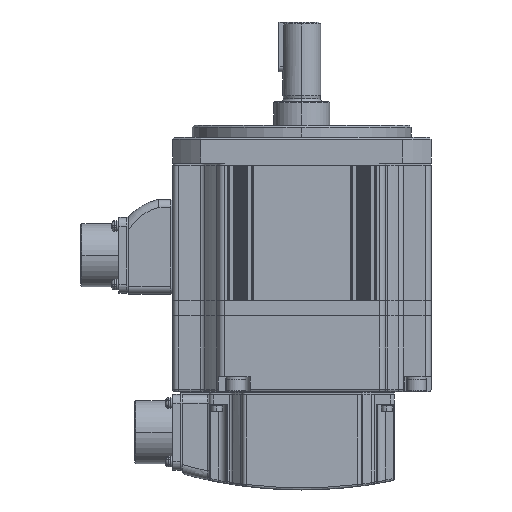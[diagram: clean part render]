
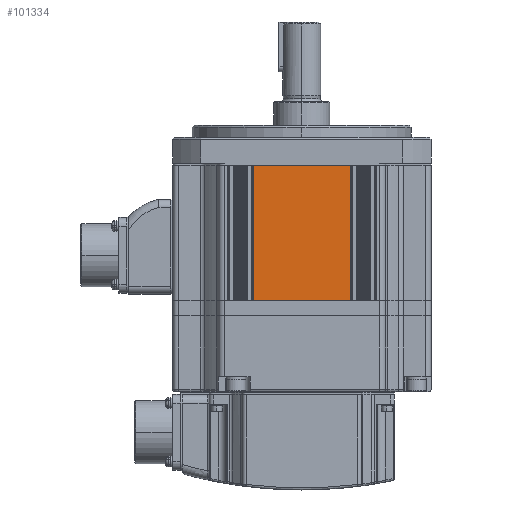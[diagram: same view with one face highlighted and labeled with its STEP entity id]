
A CAD part, left-side view. The second image highlights one B-rep face of the part: STEP entity #101334.
In plain terms, the highlighted planar face has unit normal (-1, 0, 0).
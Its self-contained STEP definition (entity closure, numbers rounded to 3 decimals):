
#4892 = ORIENTED_EDGE ( 'NONE', *, *, #23565, .T. ) ;
#4905 = ORIENTED_EDGE ( 'NONE', *, *, #23596, .F. ) ;
#4906 = ORIENTED_EDGE ( 'NONE', *, *, #23732, .F. ) ;
#4985 = ORIENTED_EDGE ( 'NONE', *, *, #23779, .T. ) ;
#23565 = EDGE_CURVE ( 'NONE', #57337, #57392, #74294, .T. ) ;
#23596 = EDGE_CURVE ( 'NONE', #57389, #57392, #74269, .T. ) ;
#23732 = EDGE_CURVE ( 'NONE', #57430, #57389, #74602, .T. ) ;
#23779 = EDGE_CURVE ( 'NONE', #57430, #57337, #74688, .T. ) ;
#28744 = CARTESIAN_POINT ( 'NONE',  ( -65., -24.5, -78. ) ) ;
#28808 = CARTESIAN_POINT ( 'NONE',  ( -65., 24.5, -78. ) ) ;
#28821 = CARTESIAN_POINT ( 'NONE',  ( -65., -24.5, -10. ) ) ;
#28898 = CARTESIAN_POINT ( 'NONE',  ( -65., 24.5, -10. ) ) ;
#35402 = VECTOR ( 'NONE', #74271, 1000. ) ;
#35442 = VECTOR ( 'NONE', #74275, 1000. ) ;
#35563 = VECTOR ( 'NONE', #74692, 1000. ) ;
#35589 = VECTOR ( 'NONE', #74605, 1000. ) ;
#57337 = VERTEX_POINT ( 'NONE', #28808 ) ;
#57389 = VERTEX_POINT ( 'NONE', #28821 ) ;
#57392 = VERTEX_POINT ( 'NONE', #28744 ) ;
#57430 = VERTEX_POINT ( 'NONE', #28898 ) ;
#59422 = AXIS2_PLACEMENT_3D ( 'NONE', #62395, #62391, #62386 ) ;
#62386 = DIRECTION ( 'NONE',  ( 0., 0., -1. ) ) ;
#62391 = DIRECTION ( 'NONE',  ( 1., 0., 0. ) ) ;
#62395 = CARTESIAN_POINT ( 'NONE',  ( -65., -24.5, -10. ) ) ;
#62411 = FACE_OUTER_BOUND ( 'NONE', #104228, .T. ) ;
#62413 = PLANE ( 'NONE',  #59422 ) ;
#74240 = CARTESIAN_POINT ( 'NONE',  ( -65., -24.5, -10. ) ) ;
#74269 = LINE ( 'NONE', #74240, #35442 ) ;
#74271 = DIRECTION ( 'NONE',  ( 0., -1., 0. ) ) ;
#74275 = DIRECTION ( 'NONE',  ( 0., 0., -1. ) ) ;
#74291 = CARTESIAN_POINT ( 'NONE',  ( -65., -24.5, -78. ) ) ;
#74294 = LINE ( 'NONE', #74291, #35402 ) ;
#74559 = CARTESIAN_POINT ( 'NONE',  ( -65., -24.5, -10. ) ) ;
#74602 = LINE ( 'NONE', #74559, #35589 ) ;
#74605 = DIRECTION ( 'NONE',  ( 0., -1., 0. ) ) ;
#74639 = CARTESIAN_POINT ( 'NONE',  ( -65., 24.5, -10. ) ) ;
#74688 = LINE ( 'NONE', #74639, #35563 ) ;
#74692 = DIRECTION ( 'NONE',  ( 0., 0., -1. ) ) ;
#101334 = ADVANCED_FACE ( 'NONE', ( #62411 ), #62413, .F. ) ;
#104228 = EDGE_LOOP ( 'NONE', ( #4892, #4905, #4906, #4985 ) ) ;
